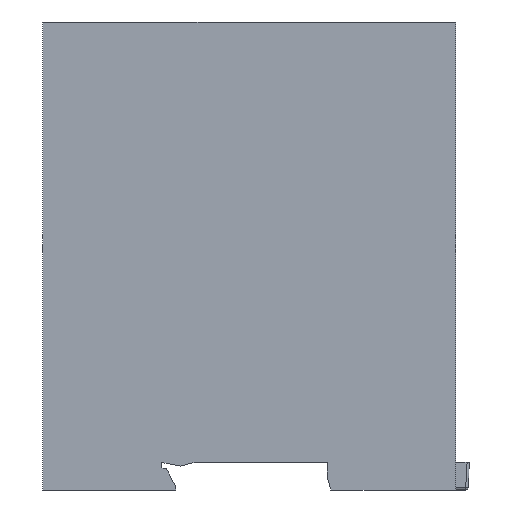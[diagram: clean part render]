
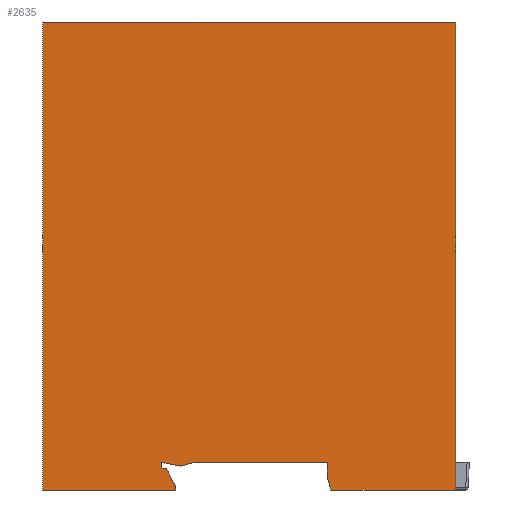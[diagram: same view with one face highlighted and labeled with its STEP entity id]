
A CAD part, left-side view. The second image highlights one B-rep face of the part: STEP entity #2635.
In plain terms, the highlighted planar face has unit normal (-1, 0, 0).
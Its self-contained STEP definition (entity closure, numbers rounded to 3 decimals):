
#9 = CARTESIAN_POINT ( 'NONE',  ( -11.4, 45., 51. ) ) ;
#27 = ORIENTED_EDGE ( 'NONE', *, *, #219, .T. ) ;
#41 = EDGE_CURVE ( 'NONE', #2121, #752, #140, .T. ) ;
#45 = VECTOR ( 'NONE', #984, 1000. ) ;
#60 = ORIENTED_EDGE ( 'NONE', *, *, #895, .F. ) ;
#112 = VECTOR ( 'NONE', #1432, 1000. ) ;
#140 = LINE ( 'NONE', #565, #2114 ) ;
#143 = DIRECTION ( 'NONE',  ( 0., -1., 0. ) ) ;
#153 = CARTESIAN_POINT ( 'NONE',  ( -11.4, -17., -51. ) ) ;
#157 = EDGE_CURVE ( 'NONE', #673, #912, #2129, .T. ) ;
#219 = EDGE_CURVE ( 'NONE', #407, #3091, #1744, .T. ) ;
#234 = DIRECTION ( 'NONE',  ( 0., 0., -1. ) ) ;
#243 = DIRECTION ( 'NONE',  ( 0., 0., 1. ) ) ;
#253 = CARTESIAN_POINT ( 'NONE',  ( -11.4, 19., -46.2 ) ) ;
#388 = VERTEX_POINT ( 'NONE', #2804 ) ;
#395 = CARTESIAN_POINT ( 'NONE',  ( -11.4, 45., 51. ) ) ;
#407 = VERTEX_POINT ( 'NONE', #1821 ) ;
#430 = DIRECTION ( 'NONE',  ( 0., 0., 1. ) ) ;
#458 = AXIS2_PLACEMENT_3D ( 'NONE', #1187, #1669, #430 ) ;
#523 = VECTOR ( 'NONE', #654, 1000. ) ;
#529 = ORIENTED_EDGE ( 'NONE', *, *, #3175, .F. ) ;
#534 = EDGE_CURVE ( 'NONE', #3220, #673, #653, .T. ) ;
#564 = ORIENTED_EDGE ( 'NONE', *, *, #157, .F. ) ;
#565 = CARTESIAN_POINT ( 'NONE',  ( -11.4, 12., -45. ) ) ;
#587 = VECTOR ( 'NONE', #143, 1000. ) ;
#604 = LINE ( 'NONE', #2924, #523 ) ;
#612 = VECTOR ( 'NONE', #1835, 1000. ) ;
#653 = LINE ( 'NONE', #2110, #612 ) ;
#654 = DIRECTION ( 'NONE',  ( 0., 0., 1. ) ) ;
#668 = ORIENTED_EDGE ( 'NONE', *, *, #534, .F. ) ;
#673 = VERTEX_POINT ( 'NONE', #1934 ) ;
#674 = CARTESIAN_POINT ( 'NONE',  ( -11.4, -17., -45. ) ) ;
#681 = PLANE ( 'NONE',  #458 ) ;
#690 = DIRECTION ( 'NONE',  ( 0., 0.981, 0.196 ) ) ;
#752 = VERTEX_POINT ( 'NONE', #1954 ) ;
#754 = ORIENTED_EDGE ( 'NONE', *, *, #1169, .T. ) ;
#818 = VERTEX_POINT ( 'NONE', #2464 ) ;
#820 = EDGE_LOOP ( 'NONE', ( #3309, #2447, #2864, #27, #2971, #529, #60, #564, #668, #2610, #1440, #754, #2332, #1555 ) ) ;
#855 = DIRECTION ( 'NONE',  ( 0., -0.966, 0.258 ) ) ;
#895 = EDGE_CURVE ( 'NONE', #912, #2784, #2789, .T. ) ;
#912 = VERTEX_POINT ( 'NONE', #9 ) ;
#972 = CARTESIAN_POINT ( 'NONE',  ( -11.4, 18.019, -46.396 ) ) ;
#984 = DIRECTION ( 'NONE',  ( 0., 0.469, 0.883 ) ) ;
#1029 = LINE ( 'NONE', #2028, #3136 ) ;
#1034 = DIRECTION ( 'NONE',  ( 0., -1., 0. ) ) ;
#1083 = EDGE_CURVE ( 'NONE', #1402, #407, #2178, .T. ) ;
#1109 = LINE ( 'NONE', #1716, #3104 ) ;
#1110 = VECTOR ( 'NONE', #1416, 1000. ) ;
#1118 = VECTOR ( 'NONE', #1034, 1000. ) ;
#1128 = EDGE_CURVE ( 'NONE', #3220, #3096, #604, .T. ) ;
#1154 = LINE ( 'NONE', #972, #45 ) ;
#1169 = EDGE_CURVE ( 'NONE', #818, #3195, #1109, .T. ) ;
#1187 = CARTESIAN_POINT ( 'NONE',  ( -11.4, 0., 0. ) ) ;
#1193 = CARTESIAN_POINT ( 'NONE',  ( -11.4, 16., -50.2 ) ) ;
#1252 = VERTEX_POINT ( 'NONE', #3030 ) ;
#1302 = CARTESIAN_POINT ( 'NONE',  ( -11.4, -17., -45. ) ) ;
#1305 = EDGE_CURVE ( 'NONE', #3195, #1252, #2261, .T. ) ;
#1367 = DIRECTION ( 'NONE',  ( 0., 0., -1. ) ) ;
#1371 = VECTOR ( 'NONE', #1367, 1000. ) ;
#1402 = VERTEX_POINT ( 'NONE', #1302 ) ;
#1416 = DIRECTION ( 'NONE',  ( 0., 1., 0. ) ) ;
#1432 = DIRECTION ( 'NONE',  ( 0., -0.981, -0.196 ) ) ;
#1440 = ORIENTED_EDGE ( 'NONE', *, *, #2657, .T. ) ;
#1523 = VECTOR ( 'NONE', #243, 1000. ) ;
#1555 = ORIENTED_EDGE ( 'NONE', *, *, #3079, .T. ) ;
#1627 = LINE ( 'NONE', #674, #587 ) ;
#1669 = DIRECTION ( 'NONE',  ( -1., 0., 0. ) ) ;
#1716 = CARTESIAN_POINT ( 'NONE',  ( -11.4, 19., -46.2 ) ) ;
#1744 = LINE ( 'NONE', #2195, #1911 ) ;
#1756 = CARTESIAN_POINT ( 'NONE',  ( -11.4, -45., 51. ) ) ;
#1819 = CARTESIAN_POINT ( 'NONE',  ( -11.4, 16., -51. ) ) ;
#1821 = CARTESIAN_POINT ( 'NONE',  ( -11.4, -17., -48. ) ) ;
#1835 = DIRECTION ( 'NONE',  ( 0., 1., 0. ) ) ;
#1878 = DIRECTION ( 'NONE',  ( 0., 0., 1. ) ) ;
#1911 = VECTOR ( 'NONE', #2454, 1000. ) ;
#1934 = CARTESIAN_POINT ( 'NONE',  ( -11.4, 45., -51. ) ) ;
#1937 = CARTESIAN_POINT ( 'NONE',  ( -11.4, -17.8, -51. ) ) ;
#1954 = CARTESIAN_POINT ( 'NONE',  ( -11.4, 12., -45. ) ) ;
#2028 = CARTESIAN_POINT ( 'NONE',  ( -11.4, -45., 51. ) ) ;
#2110 = CARTESIAN_POINT ( 'NONE',  ( -11.4, -45., -51. ) ) ;
#2114 = VECTOR ( 'NONE', #855, 1000. ) ;
#2121 = VERTEX_POINT ( 'NONE', #3182 ) ;
#2129 = LINE ( 'NONE', #395, #2689 ) ;
#2178 = LINE ( 'NONE', #153, #1371 ) ;
#2195 = CARTESIAN_POINT ( 'NONE',  ( -11.4, -17.8, -51. ) ) ;
#2202 = EDGE_CURVE ( 'NONE', #752, #1402, #1627, .T. ) ;
#2261 = LINE ( 'NONE', #2549, #1523 ) ;
#2279 = CARTESIAN_POINT ( 'NONE',  ( -11.4, -45., 51. ) ) ;
#2332 = ORIENTED_EDGE ( 'NONE', *, *, #1305, .T. ) ;
#2447 = ORIENTED_EDGE ( 'NONE', *, *, #2202, .T. ) ;
#2454 = DIRECTION ( 'NONE',  ( 0., -0.258, -0.966 ) ) ;
#2464 = CARTESIAN_POINT ( 'NONE',  ( -11.4, 18.019, -46.396 ) ) ;
#2549 = CARTESIAN_POINT ( 'NONE',  ( -11.4, 19., -45. ) ) ;
#2553 = LINE ( 'NONE', #3215, #1110 ) ;
#2610 = ORIENTED_EDGE ( 'NONE', *, *, #1128, .T. ) ;
#2634 = EDGE_CURVE ( 'NONE', #388, #3091, #2553, .T. ) ;
#2635 = ADVANCED_FACE ( 'NONE', ( #3151 ), #681, .T. ) ;
#2657 = EDGE_CURVE ( 'NONE', #3096, #818, #1154, .T. ) ;
#2689 = VECTOR ( 'NONE', #1878, 1000. ) ;
#2690 = LINE ( 'NONE', #2694, #112 ) ;
#2694 = CARTESIAN_POINT ( 'NONE',  ( -11.4, 15., -45.8 ) ) ;
#2784 = VERTEX_POINT ( 'NONE', #2279 ) ;
#2789 = LINE ( 'NONE', #1756, #1118 ) ;
#2804 = CARTESIAN_POINT ( 'NONE',  ( -11.4, -45., -51. ) ) ;
#2864 = ORIENTED_EDGE ( 'NONE', *, *, #1083, .T. ) ;
#2924 = CARTESIAN_POINT ( 'NONE',  ( -11.4, 16., -50.2 ) ) ;
#2971 = ORIENTED_EDGE ( 'NONE', *, *, #2634, .F. ) ;
#3030 = CARTESIAN_POINT ( 'NONE',  ( -11.4, 19., -45. ) ) ;
#3079 = EDGE_CURVE ( 'NONE', #1252, #2121, #2690, .T. ) ;
#3091 = VERTEX_POINT ( 'NONE', #1937 ) ;
#3096 = VERTEX_POINT ( 'NONE', #1193 ) ;
#3104 = VECTOR ( 'NONE', #690, 1000. ) ;
#3136 = VECTOR ( 'NONE', #234, 1000. ) ;
#3151 = FACE_OUTER_BOUND ( 'NONE', #820, .T. ) ;
#3175 = EDGE_CURVE ( 'NONE', #2784, #388, #1029, .T. ) ;
#3182 = CARTESIAN_POINT ( 'NONE',  ( -11.4, 15., -45.8 ) ) ;
#3195 = VERTEX_POINT ( 'NONE', #253 ) ;
#3215 = CARTESIAN_POINT ( 'NONE',  ( -11.4, -45., -51. ) ) ;
#3220 = VERTEX_POINT ( 'NONE', #1819 ) ;
#3309 = ORIENTED_EDGE ( 'NONE', *, *, #41, .T. ) ;
